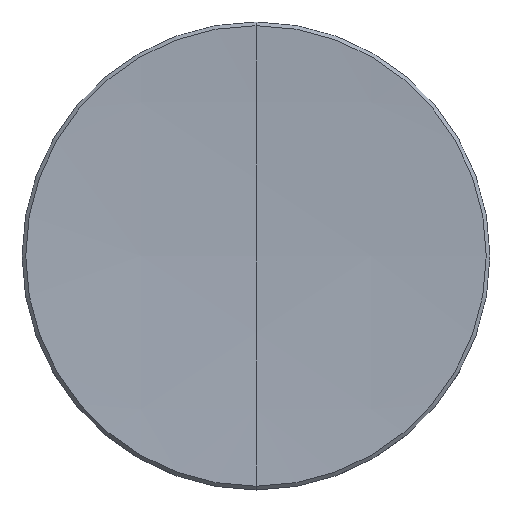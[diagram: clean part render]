
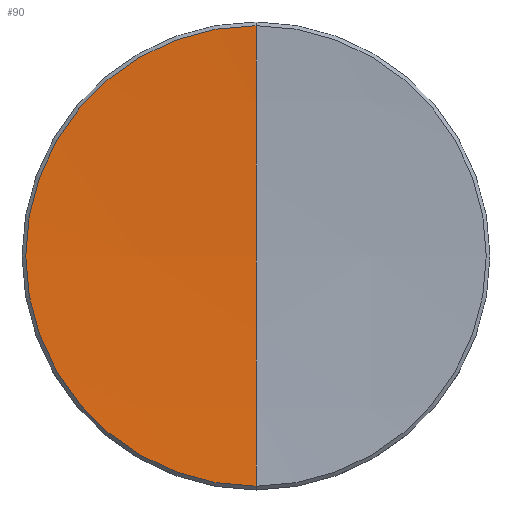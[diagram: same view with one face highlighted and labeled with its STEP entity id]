
A CAD part, top view. The second image highlights one B-rep face of the part: STEP entity #90.
In plain terms, the highlighted spherical face has radius 216.94 mm.
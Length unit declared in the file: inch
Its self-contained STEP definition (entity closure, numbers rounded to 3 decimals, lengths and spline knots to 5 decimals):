
#13 = CARTESIAN_POINT ( 'NONE',  ( 0., 0., 8.61236 ) ) ;
#32 = DIRECTION ( 'NONE',  ( 0., 1., 0. ) ) ;
#34 = VERTEX_POINT ( 'NONE', #94 ) ;
#35 = CARTESIAN_POINT ( 'NONE',  ( 0., 0., 8.61236 ) ) ;
#55 = DIRECTION ( 'NONE',  ( 0., 0., 1. ) ) ;
#56 = EDGE_CURVE ( 'NONE', #77, #34, #215, .T. ) ;
#58 = DIRECTION ( 'NONE',  ( 0., 0., 1. ) ) ;
#66 = CIRCLE ( 'NONE', #186, 8.54094 ) ;
#70 = EDGE_CURVE ( 'NONE', #34, #142, #66, .T. ) ;
#77 = VERTEX_POINT ( 'NONE', #286 ) ;
#82 = CARTESIAN_POINT ( 'NONE',  ( 0., 0., 0.08561 ) ) ;
#85 = SPHERICAL_SURFACE ( 'NONE', #236, 8.54094 ) ;
#88 = EDGE_CURVE ( 'NONE', #77, #142, #127, .T. ) ;
#90 = ADVANCED_FACE ( 'NONE', ( #91 ), #85, .F. ) ;
#91 = FACE_OUTER_BOUND ( 'NONE', #144, .T. ) ;
#94 = CARTESIAN_POINT ( 'NONE',  ( 0., -0.49214, 0.08561 ) ) ;
#126 = ORIENTED_EDGE ( 'NONE', *, *, #70, .T. ) ;
#127 = CIRCLE ( 'NONE', #204, 8.54094 ) ;
#142 = VERTEX_POINT ( 'NONE', #143 ) ;
#143 = CARTESIAN_POINT ( 'NONE',  ( 0., 0., 0.07142 ) ) ;
#144 = EDGE_LOOP ( 'NONE', ( #183, #126, #237 ) ) ;
#151 = DIRECTION ( 'NONE',  ( 1., 0., 0. ) ) ;
#171 = AXIS2_PLACEMENT_3D ( 'NONE', #82, #58, #201 ) ;
#180 = CARTESIAN_POINT ( 'NONE',  ( 0., 0., 8.61236 ) ) ;
#183 = ORIENTED_EDGE ( 'NONE', *, *, #56, .T. ) ;
#186 = AXIS2_PLACEMENT_3D ( 'NONE', #13, #151, #271 ) ;
#198 = DIRECTION ( 'NONE',  ( 1., 0., 0. ) ) ;
#201 = DIRECTION ( 'NONE',  ( 0., -1., 0. ) ) ;
#204 = AXIS2_PLACEMENT_3D ( 'NONE', #180, #228, #55 ) ;
#215 = CIRCLE ( 'NONE', #171, 0.49214 ) ;
#228 = DIRECTION ( 'NONE',  ( -1., 0., 0. ) ) ;
#236 = AXIS2_PLACEMENT_3D ( 'NONE', #35, #198, #32 ) ;
#237 = ORIENTED_EDGE ( 'NONE', *, *, #88, .F. ) ;
#271 = DIRECTION ( 'NONE',  ( 0., 1., 0. ) ) ;
#286 = CARTESIAN_POINT ( 'NONE',  ( 0., 0.49214, 0.08561 ) ) ;
